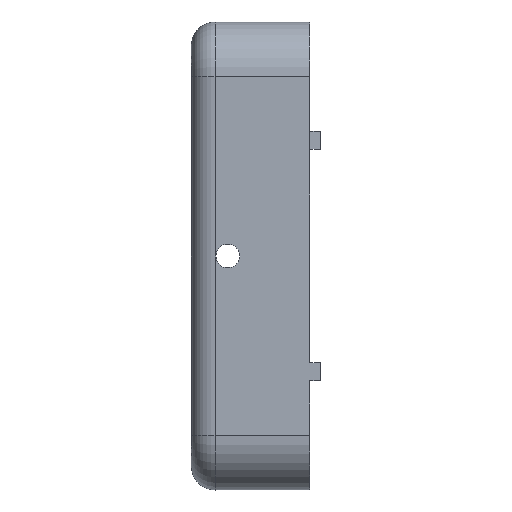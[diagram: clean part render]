
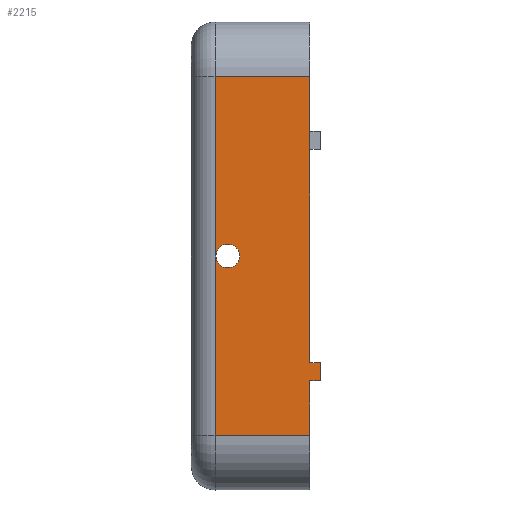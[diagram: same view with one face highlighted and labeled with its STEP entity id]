
A CAD part, left-side view. The second image highlights one B-rep face of the part: STEP entity #2215.
In plain terms, the highlighted planar face has unit normal (-1, 0, 0).
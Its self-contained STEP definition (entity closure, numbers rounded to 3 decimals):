
#45 = DIRECTION ( 'NONE',  ( 0., 1., 0. ) ) ;
#208 = FACE_BOUND ( 'NONE', #1107, .T. ) ;
#214 = VERTEX_POINT ( 'NONE', #2225 ) ;
#217 = CARTESIAN_POINT ( 'NONE',  ( -12.85, -6.5, -9.85 ) ) ;
#233 = ORIENTED_EDGE ( 'NONE', *, *, #1565, .T. ) ;
#250 = DIRECTION ( 'NONE',  ( 0., 1., 0. ) ) ;
#284 = CARTESIAN_POINT ( 'NONE',  ( -12.85, -7.1, -5.85 ) ) ;
#309 = LINE ( 'NONE', #1102, #2541 ) ;
#347 = DIRECTION ( 'NONE',  ( 1., 0., 0. ) ) ;
#349 = VECTOR ( 'NONE', #2229, 1000. ) ;
#360 = CARTESIAN_POINT ( 'NONE',  ( -12.85, 0., -9.85 ) ) ;
#390 = EDGE_CURVE ( 'NONE', #1028, #1445, #1145, .T. ) ;
#712 = CARTESIAN_POINT ( 'NONE',  ( -12.85, 0., -9.85 ) ) ;
#724 = LINE ( 'NONE', #758, #2481 ) ;
#758 = CARTESIAN_POINT ( 'NONE',  ( -12.85, -1.3, -9.85 ) ) ;
#766 = CARTESIAN_POINT ( 'NONE',  ( -12.85, -2., 0. ) ) ;
#770 = ORIENTED_EDGE ( 'NONE', *, *, #1321, .F. ) ;
#789 = CARTESIAN_POINT ( 'NONE',  ( -12.85, -1.3, -9.85 ) ) ;
#833 = AXIS2_PLACEMENT_3D ( 'NONE', #2425, #2665, #45 ) ;
#851 = CARTESIAN_POINT ( 'NONE',  ( -12.85, -7.1, -6.85 ) ) ;
#896 = CARTESIAN_POINT ( 'NONE',  ( -12.85, -1.35, 0. ) ) ;
#939 = EDGE_CURVE ( 'NONE', #2643, #1202, #1086, .T. ) ;
#975 = VERTEX_POINT ( 'NONE', #1441 ) ;
#994 = VERTEX_POINT ( 'NONE', #1871 ) ;
#1008 = ORIENTED_EDGE ( 'NONE', *, *, #2254, .F. ) ;
#1028 = VERTEX_POINT ( 'NONE', #1465 ) ;
#1085 = EDGE_CURVE ( 'NONE', #2643, #214, #724, .T. ) ;
#1086 = LINE ( 'NONE', #360, #1457 ) ;
#1102 = CARTESIAN_POINT ( 'NONE',  ( -12.85, -6.5, -9.85 ) ) ;
#1107 = EDGE_LOOP ( 'NONE', ( #233, #2183 ) ) ;
#1127 = VECTOR ( 'NONE', #2648, 1000. ) ;
#1145 = CIRCLE ( 'NONE', #2457, 0.65 ) ;
#1169 = AXIS2_PLACEMENT_3D ( 'NONE', #712, #2223, #2653 ) ;
#1202 = VERTEX_POINT ( 'NONE', #2520 ) ;
#1205 = VECTOR ( 'NONE', #1322, 1000. ) ;
#1206 = LINE ( 'NONE', #1799, #1127 ) ;
#1226 = DIRECTION ( 'NONE',  ( 0., -1., 0. ) ) ;
#1238 = FACE_OUTER_BOUND ( 'NONE', #2722, .T. ) ;
#1287 = EDGE_CURVE ( 'NONE', #214, #975, #1771, .T. ) ;
#1321 = EDGE_CURVE ( 'NONE', #1711, #2716, #1206, .T. ) ;
#1322 = DIRECTION ( 'NONE',  ( 0., 0., 1. ) ) ;
#1408 = ORIENTED_EDGE ( 'NONE', *, *, #939, .T. ) ;
#1413 = EDGE_CURVE ( 'NONE', #994, #975, #309, .T. ) ;
#1439 = LINE ( 'NONE', #284, #1470 ) ;
#1441 = CARTESIAN_POINT ( 'NONE',  ( -12.85, -6.5, 9.85 ) ) ;
#1445 = VERTEX_POINT ( 'NONE', #896 ) ;
#1457 = VECTOR ( 'NONE', #1226, 1000. ) ;
#1465 = CARTESIAN_POINT ( 'NONE',  ( -12.85, -2.65, 0. ) ) ;
#1470 = VECTOR ( 'NONE', #1626, 1000. ) ;
#1565 = EDGE_CURVE ( 'NONE', #1445, #1028, #1910, .T. ) ;
#1626 = DIRECTION ( 'NONE',  ( 0., 1., 0. ) ) ;
#1711 = VERTEX_POINT ( 'NONE', #2797 ) ;
#1733 = ORIENTED_EDGE ( 'NONE', *, *, #1287, .F. ) ;
#1741 = ORIENTED_EDGE ( 'NONE', *, *, #2099, .T. ) ;
#1769 = LINE ( 'NONE', #217, #1205 ) ;
#1771 = LINE ( 'NONE', #1983, #349 ) ;
#1785 = CARTESIAN_POINT ( 'NONE',  ( -12.85, -6.5, -6.85 ) ) ;
#1794 = CARTESIAN_POINT ( 'NONE',  ( -12.85, -7.1, -6.85 ) ) ;
#1799 = CARTESIAN_POINT ( 'NONE',  ( -12.85, -7.1, -5.85 ) ) ;
#1807 = LINE ( 'NONE', #1794, #2508 ) ;
#1871 = CARTESIAN_POINT ( 'NONE',  ( -12.85, -6.5, -5.85 ) ) ;
#1906 = VERTEX_POINT ( 'NONE', #1785 ) ;
#1910 = CIRCLE ( 'NONE', #833, 0.65 ) ;
#1964 = ORIENTED_EDGE ( 'NONE', *, *, #2501, .T. ) ;
#1983 = CARTESIAN_POINT ( 'NONE',  ( -12.85, 0., 9.85 ) ) ;
#1996 = PLANE ( 'NONE',  #1169 ) ;
#2078 = DIRECTION ( 'NONE',  ( 0., 0., 1. ) ) ;
#2099 = EDGE_CURVE ( 'NONE', #1202, #1906, #1769, .T. ) ;
#2183 = ORIENTED_EDGE ( 'NONE', *, *, #390, .T. ) ;
#2215 = ADVANCED_FACE ( 'NONE', ( #208, #1238 ), #1996, .T. ) ;
#2223 = DIRECTION ( 'NONE',  ( -1., 0., 0. ) ) ;
#2225 = CARTESIAN_POINT ( 'NONE',  ( -12.85, -1.3, 9.85 ) ) ;
#2229 = DIRECTION ( 'NONE',  ( 0., -1., 0. ) ) ;
#2233 = ORIENTED_EDGE ( 'NONE', *, *, #1413, .T. ) ;
#2254 = EDGE_CURVE ( 'NONE', #2716, #1906, #1807, .T. ) ;
#2291 = DIRECTION ( 'NONE',  ( 0., 1., 0. ) ) ;
#2425 = CARTESIAN_POINT ( 'NONE',  ( -12.85, -2., 0. ) ) ;
#2457 = AXIS2_PLACEMENT_3D ( 'NONE', #766, #347, #2291 ) ;
#2481 = VECTOR ( 'NONE', #2078, 1000. ) ;
#2501 = EDGE_CURVE ( 'NONE', #1711, #994, #1439, .T. ) ;
#2508 = VECTOR ( 'NONE', #250, 1000. ) ;
#2520 = CARTESIAN_POINT ( 'NONE',  ( -12.85, -6.5, -9.85 ) ) ;
#2541 = VECTOR ( 'NONE', #2598, 1000. ) ;
#2598 = DIRECTION ( 'NONE',  ( 0., 0., 1. ) ) ;
#2616 = ORIENTED_EDGE ( 'NONE', *, *, #1085, .F. ) ;
#2643 = VERTEX_POINT ( 'NONE', #789 ) ;
#2648 = DIRECTION ( 'NONE',  ( 0., 0., -1. ) ) ;
#2653 = DIRECTION ( 'NONE',  ( 0., -1., 0. ) ) ;
#2665 = DIRECTION ( 'NONE',  ( 1., 0., 0. ) ) ;
#2716 = VERTEX_POINT ( 'NONE', #851 ) ;
#2722 = EDGE_LOOP ( 'NONE', ( #1741, #1008, #770, #1964, #2233, #1733, #2616, #1408 ) ) ;
#2797 = CARTESIAN_POINT ( 'NONE',  ( -12.85, -7.1, -5.85 ) ) ;
